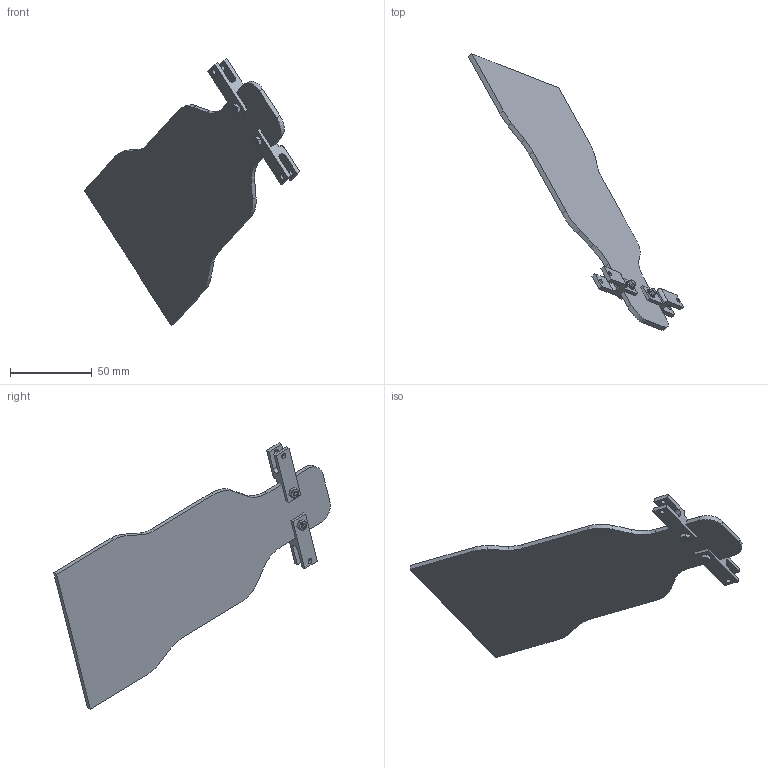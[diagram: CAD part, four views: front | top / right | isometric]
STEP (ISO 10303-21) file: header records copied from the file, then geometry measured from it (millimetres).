
FILE_DESCRIPTION(/* description */ (''),/* implementation_level */ '2;1');
FILE_NAME(/* name */ 'base.stp',/* time_stamp */ '2020-03-15T20:08:20+03:00',/* author */ ('0x6f736f646f'),/* organization */ (''),/* preprocessor_version */ 'ST-DEVELOPER v18',/* originating_system */ 'Autodesk Inventor 2020',/* authorisation */ '');
FILE_SCHEMA (('AUTOMOTIVE_DESIGN { 1 0 10303 214 3 1 1 }'));
Length unit declared in the file: millimetre
Products named in the file (5): base; base_plate; base_plate_1; ANSI B 18.6.7 M / IFI 513 - M3x0.5 x 10, HFHMSM; ANSI B 18.2.4.1 M - M3 x 0.5
Assembly tree (8 placements, depth 2):
  base
    base_plate
    base_plate_1  x2
    ANSI B 18.6.7 M / IFI 513 - M3x0.5 x 10, HFHMSM  x2
    ANSI B 18.2.4.1 M - M3 x 0.5  x3
Bounding box: 131.69 x 168.86 x 162.72 mm (x, y, z)
Volume: 48349.9 mm3; surface area: 35580.9 mm2
Topology: 8 solids, 8 shells, 179 faces, 442 edges, 281 vertices
Faces by surface type: plane 88, cone 58, cylinder 31, torus 2
Full cylindrical faces by diameter (mm): 2.459 x3, 3 x12
Entity records: 2967 total; most frequent: CARTESIAN_POINT 572, DIRECTION 475, ORIENTED_EDGE 466, EDGE_CURVE 233, AXIS2_PLACEMENT_3D 180, VERTEX_POINT 151, LINE 115, VECTOR 115
